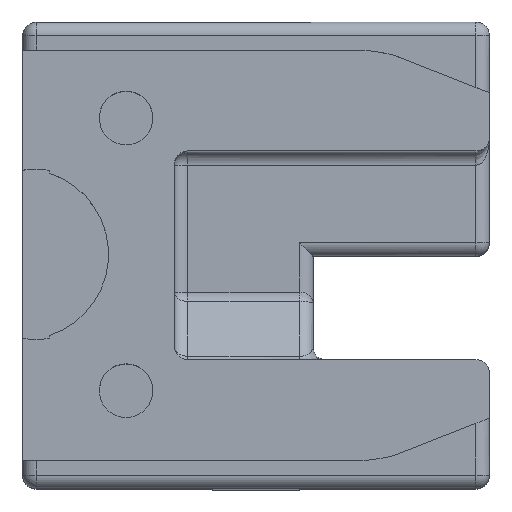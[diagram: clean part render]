
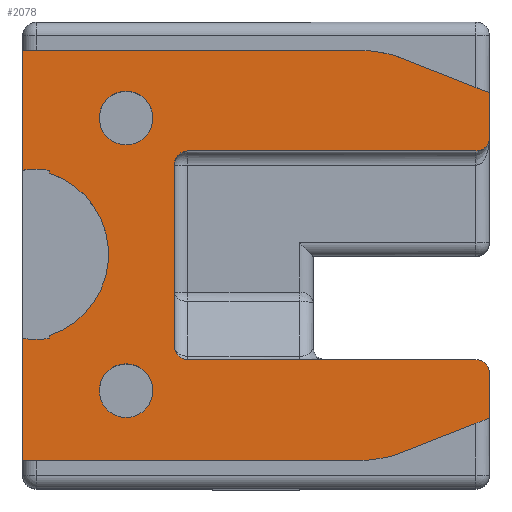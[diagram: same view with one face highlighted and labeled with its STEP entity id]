
A CAD part, top view. The second image highlights one B-rep face of the part: STEP entity #2078.
In plain terms, the highlighted planar face has unit normal (0, 0, 1).
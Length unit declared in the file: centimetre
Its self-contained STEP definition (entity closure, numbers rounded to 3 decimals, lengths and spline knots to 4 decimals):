
#29=PLANE($,#2316);
#73=FACE_BOUND($,#347,.T.);
#74=FACE_BOUND($,#348,.T.);
#120=CIRCLE($,#2243,0.05);
#123=CIRCLE($,#2249,0.05);
#129=CIRCLE($,#2261,0.05);
#135=CIRCLE($,#2270,0.3175);
#137=CIRCLE($,#2273,0.1);
#139=CIRCLE($,#2276,0.1);
#144=CIRCLE($,#2291,0.05);
#148=CIRCLE($,#2304,0.516);
#150=CIRCLE($,#2307,0.515);
#153=CIRCLE($,#2317,0.3175);
#154=CIRCLE($,#2318,0.3175);
#225=FACE_OUTER_BOUND($,#346,.T.);
#346=EDGE_LOOP($,(#1637,#1638,#1639,#1640,#1641,#1642,#1643,#1644,#1645,
#1646,#1647,#1648,#1649,#1650,#1651,#1652,#1653,#1654,#1655,#1656,#1657,
#1658));
#347=EDGE_LOOP($,(#1659));
#348=EDGE_LOOP($,(#1660));
#497=LINE($,#3463,#679);
#499=LINE($,#3553,#681);
#501=LINE($,#3558,#683);
#510=LINE($,#3590,#692);
#511=LINE($,#3593,#693);
#513=LINE($,#3597,#695);
#514=LINE($,#3598,#696);
#515=LINE($,#3600,#697);
#516=LINE($,#3605,#698);
#517=LINE($,#3606,#699);
#518=LINE($,#3608,#700);
#519=LINE($,#3609,#701);
#520=LINE($,#3610,#702);
#679=VECTOR($,#2793,1.0748);
#681=VECTOR($,#2799,0.011);
#683=VECTOR($,#2803,1.2447);
#692=VECTOR($,#2838,0.6778);
#693=VECTOR($,#2841,0.011);
#695=VECTOR($,#2845,0.1671);
#696=VECTOR($,#2846,0.381);
#697=VECTOR($,#2847,0.4473);
#698=VECTOR($,#2852,0.4553);
#699=VECTOR($,#2853,1.2447);
#700=VECTOR($,#2854,0.3795);
#701=VECTOR($,#2855,0.1682);
#702=VECTOR($,#2856,1.0748);
#938=VERTEX_POINT($,#3336);
#939=VERTEX_POINT($,#3338);
#942=VERTEX_POINT($,#3350);
#943=VERTEX_POINT($,#3351);
#955=VERTEX_POINT($,#3381);
#956=VERTEX_POINT($,#3383);
#961=VERTEX_POINT($,#3402);
#962=VERTEX_POINT($,#3404);
#964=VERTEX_POINT($,#3410);
#966=VERTEX_POINT($,#3415);
#974=VERTEX_POINT($,#3444);
#975=VERTEX_POINT($,#3445);
#980=VERTEX_POINT($,#3551);
#981=VERTEX_POINT($,#3556);
#982=VERTEX_POINT($,#3557);
#986=VERTEX_POINT($,#3567);
#987=VERTEX_POINT($,#3569);
#989=VERTEX_POINT($,#3575);
#993=VERTEX_POINT($,#3592);
#994=VERTEX_POINT($,#3596);
#995=VERTEX_POINT($,#3599);
#996=VERTEX_POINT($,#3602);
#997=VERTEX_POINT($,#3604);
#998=VERTEX_POINT($,#3607);
#1168=EDGE_CURVE($,#938,#939,#120,.T.);
#1174=EDGE_CURVE($,#942,#943,#123,.T.);
#1189=EDGE_CURVE($,#955,#956,#129,.T.);
#1201=EDGE_CURVE($,#962,#961,#135,.T.);
#1204=EDGE_CURVE($,#964,#964,#137,.F.);
#1206=EDGE_CURVE($,#966,#966,#139,.F.);
#1221=EDGE_CURVE($,#974,#975,#144,.T.);
#1232=EDGE_CURVE($,#975,#955,#497,.T.);
#1234=EDGE_CURVE($,#980,#961,#499,.T.);
#1236=EDGE_CURVE($,#981,#982,#501,.T.);
#1242=EDGE_CURVE($,#986,#987,#148,.T.);
#1245=EDGE_CURVE($,#982,#989,#150,.T.);
#1251=EDGE_CURVE($,#938,#956,#510,.F.);
#1252=EDGE_CURVE($,#962,#993,#511,.T.);
#1254=EDGE_CURVE($,#994,#974,#513,.T.);
#1255=EDGE_CURVE($,#989,#994,#514,.T.);
#1256=EDGE_CURVE($,#995,#981,#515,.T.);
#1257=EDGE_CURVE($,#995,#993,#153,.T.);
#1258=EDGE_CURVE($,#980,#996,#154,.T.);
#1259=EDGE_CURVE($,#997,#996,#516,.T.);
#1260=EDGE_CURVE($,#987,#997,#517,.T.);
#1261=EDGE_CURVE($,#986,#998,#518,.T.);
#1262=EDGE_CURVE($,#943,#998,#519,.T.);
#1263=EDGE_CURVE($,#939,#942,#520,.T.);
#1637=ORIENTED_EDGE($,*,*,#1254,.F.);
#1638=ORIENTED_EDGE($,*,*,#1255,.F.);
#1639=ORIENTED_EDGE($,*,*,#1245,.F.);
#1640=ORIENTED_EDGE($,*,*,#1236,.F.);
#1641=ORIENTED_EDGE($,*,*,#1256,.F.);
#1642=ORIENTED_EDGE($,*,*,#1257,.T.);
#1643=ORIENTED_EDGE($,*,*,#1252,.F.);
#1644=ORIENTED_EDGE($,*,*,#1201,.T.);
#1645=ORIENTED_EDGE($,*,*,#1234,.F.);
#1646=ORIENTED_EDGE($,*,*,#1258,.T.);
#1647=ORIENTED_EDGE($,*,*,#1259,.F.);
#1648=ORIENTED_EDGE($,*,*,#1260,.F.);
#1649=ORIENTED_EDGE($,*,*,#1242,.F.);
#1650=ORIENTED_EDGE($,*,*,#1261,.T.);
#1651=ORIENTED_EDGE($,*,*,#1262,.F.);
#1652=ORIENTED_EDGE($,*,*,#1174,.F.);
#1653=ORIENTED_EDGE($,*,*,#1263,.F.);
#1654=ORIENTED_EDGE($,*,*,#1168,.F.);
#1655=ORIENTED_EDGE($,*,*,#1251,.T.);
#1656=ORIENTED_EDGE($,*,*,#1189,.F.);
#1657=ORIENTED_EDGE($,*,*,#1232,.F.);
#1658=ORIENTED_EDGE($,*,*,#1221,.F.);
#1659=ORIENTED_EDGE($,*,*,#1206,.F.);
#1660=ORIENTED_EDGE($,*,*,#1204,.F.);
#2078=ADVANCED_FACE($,(#225,#73,#74),#29,.T.);
#2243=AXIS2_PLACEMENT_3D($,#3339,#2652,#2653);
#2249=AXIS2_PLACEMENT_3D($,#3352,#2667,#2668);
#2261=AXIS2_PLACEMENT_3D($,#3384,#2698,#2699);
#2270=AXIS2_PLACEMENT_3D($,#3405,#2722,#2723);
#2273=AXIS2_PLACEMENT_3D($,#3411,#2729,#2730);
#2276=AXIS2_PLACEMENT_3D($,#3416,#2735,#2736);
#2291=AXIS2_PLACEMENT_3D($,#3446,#2771,#2772);
#2304=AXIS2_PLACEMENT_3D($,#3570,#2812,#2813);
#2307=AXIS2_PLACEMENT_3D($,#3576,#2819,#2820);
#2316=AXIS2_PLACEMENT_3D($,#3595,#2843,#2844);
#2317=AXIS2_PLACEMENT_3D($,#3601,#2848,#2849);
#2318=AXIS2_PLACEMENT_3D($,#3603,#2850,#2851);
#2652=DIRECTION('center_axis',(0.,0.,
1.));
#2653=DIRECTION('ref_axis',(-0.707,-0.707,0.));
#2667=DIRECTION('center_axis',(0.,0.,
-1.));
#2668=DIRECTION('ref_axis',(0.707,0.707,0.));
#2698=DIRECTION('center_axis',(0.,0.,
1.));
#2699=DIRECTION('ref_axis',(-0.707,0.707,0.));
#2722=DIRECTION('center_axis',(0.,0.,
-1.));
#2723=DIRECTION('ref_axis',(-1.,0.,0.));
#2729=DIRECTION('center_axis',(0.,0.,
-1.));
#2730=DIRECTION('ref_axis',(0.,-1.,0.));
#2735=DIRECTION('center_axis',(0.,0.,
-1.));
#2736=DIRECTION('ref_axis',(0.,-1.,0.));
#2771=DIRECTION('center_axis',(0.,0.,
-1.));
#2772=DIRECTION('ref_axis',(0.707,-0.707,0.));
#2793=DIRECTION($,(-1.,0.,0.));
#2799=DIRECTION($,(0.,1.,0.));
#2803=DIRECTION($,(1.,0.,0.));
#2812=DIRECTION('center_axis',(0.,0.,
-1.));
#2813=DIRECTION('ref_axis',(0.273,-0.962,0.));
#2819=DIRECTION('center_axis',(0.,0.,
-1.));
#2820=DIRECTION('ref_axis',(0.,1.,0.));
#2838=DIRECTION($,(0.,-1.,0.));
#2841=DIRECTION($,(0.,1.,0.));
#2843=DIRECTION('center_axis',(0.,0.,
1.));
#2844=DIRECTION('ref_axis',(1.,0.,0.));
#2845=DIRECTION($,(0.,-1.,0.));
#2846=DIRECTION($,(0.931,-0.365,0.));
#2847=DIRECTION($,(0.,1.,0.));
#2848=DIRECTION('center_axis',(0.,0.,
-1.));
#2849=DIRECTION('ref_axis',(-1.,0.,0.));
#2850=DIRECTION('center_axis',(0.,0.,
-1.));
#2851=DIRECTION('ref_axis',(-1.,0.,0.));
#2852=DIRECTION($,(0.,1.,0.));
#2853=DIRECTION($,(-1.,0.,0.));
#2854=DIRECTION($,(0.931,0.366,0.));
#2855=DIRECTION($,(0.,-1.,0.));
#2856=DIRECTION($,(1.,0.,0.));
#3336=CARTESIAN_POINT('',(-19.1929,9.2873,2.61));
#3338=CARTESIAN_POINT('',(-19.1429,9.2373,2.61));
#3339=CARTESIAN_POINT('Origin',(-19.1429,9.2873,2.61));
#3350=CARTESIAN_POINT('',(-18.0681,9.2373,2.61));
#3351=CARTESIAN_POINT('',(-18.0181,9.1873,2.61));
#3352=CARTESIAN_POINT('Origin',(-18.0681,9.1873,2.61));
#3381=CARTESIAN_POINT('',(-19.1429,10.0151,2.61));
#3383=CARTESIAN_POINT('',(-19.1929,9.9651,2.61));
#3384=CARTESIAN_POINT('Origin',(-19.1429,9.9651,2.61));
#3402=CARTESIAN_POINT('',(-19.6587,9.3273,2.61));
#3404=CARTESIAN_POINT('',(-19.6587,9.9323,2.61));
#3405=CARTESIAN_POINT('Origin',(-19.7551,9.6298,2.61));
#3410=CARTESIAN_POINT('',(-19.3721,10.2378,2.61));
#3411=CARTESIAN_POINT('Origin',(-19.3721,10.1378,2.61));
#3415=CARTESIAN_POINT('',(-19.3721,9.2218,2.61));
#3416=CARTESIAN_POINT('Origin',(-19.3721,9.1218,2.61));
#3444=CARTESIAN_POINT('',(-18.0181,10.0651,2.61));
#3445=CARTESIAN_POINT('',(-18.0681,10.0151,2.61));
#3446=CARTESIAN_POINT('Origin',(-18.0681,10.0651,2.61));
#3463=CARTESIAN_POINT($,(-18.6841,10.0151,2.61));
#3551=CARTESIAN_POINT('',(-19.6587,9.3163,2.61));
#3553=CARTESIAN_POINT($,(-19.6587,9.6258,2.61));
#3556=CARTESIAN_POINT('',(-19.7581,10.3908,2.61));
#3557=CARTESIAN_POINT('',(-18.5134,10.3908,2.61));
#3558=CARTESIAN_POINT($,(-19.8323,10.3908,2.61));
#3567=CARTESIAN_POINT('',(-18.3713,8.8804,2.61));
#3569=CARTESIAN_POINT('',(-18.5134,8.8608,2.61));
#3570=CARTESIAN_POINT('Origin',(-18.5121,9.3768,2.61));
#3575=CARTESIAN_POINT('',(-18.3728,10.3713,2.61));
#3576=CARTESIAN_POINT('Origin',(-18.5134,9.8758,2.61));
#3590=CARTESIAN_POINT($,(-19.1929,9.7575,2.61));
#3592=CARTESIAN_POINT('',(-19.6587,9.9433,2.61));
#3593=CARTESIAN_POINT($,(-19.6587,9.6258,2.61));
#3595=CARTESIAN_POINT('Origin',(-18.8396,9.6258,2.61));
#3596=CARTESIAN_POINT('',(-18.0181,10.2323,2.61));
#3597=CARTESIAN_POINT($,(-18.0181,9.4083,2.61));
#3598=CARTESIAN_POINT($,(-18.3728,10.3713,2.61));
#3599=CARTESIAN_POINT('',(-19.7581,9.9435,2.61));
#3600=CARTESIAN_POINT($,(-19.7581,9.4083,2.61));
#3601=CARTESIAN_POINT('Origin',(-19.7091,9.6298,2.61));
#3602=CARTESIAN_POINT('',(-19.7581,9.3161,2.61));
#3603=CARTESIAN_POINT('Origin',(-19.7091,9.6298,2.61));
#3604=CARTESIAN_POINT('',(-19.7581,8.8608,2.61));
#3605=CARTESIAN_POINT($,(-19.7581,9.4083,2.61));
#3606=CARTESIAN_POINT($,(-18.4674,8.8608,2.61));
#3607=CARTESIAN_POINT('',(-18.0181,9.0191,2.61));
#3608=CARTESIAN_POINT($,(-18.1308,8.9749,2.61));
#3609=CARTESIAN_POINT($,(-18.0181,9.4083,2.61));
#3610=CARTESIAN_POINT($,(-18.7124,9.2373,2.61));
